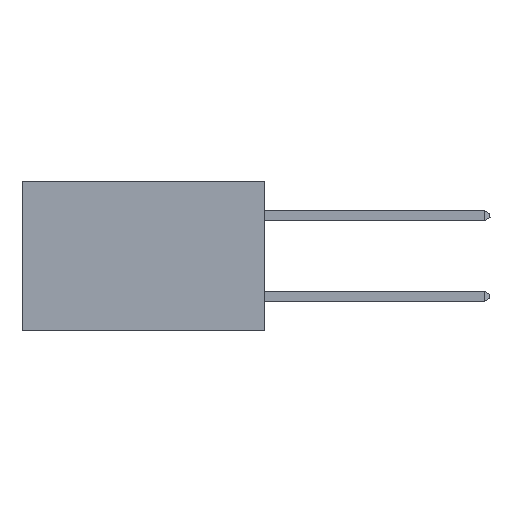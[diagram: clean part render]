
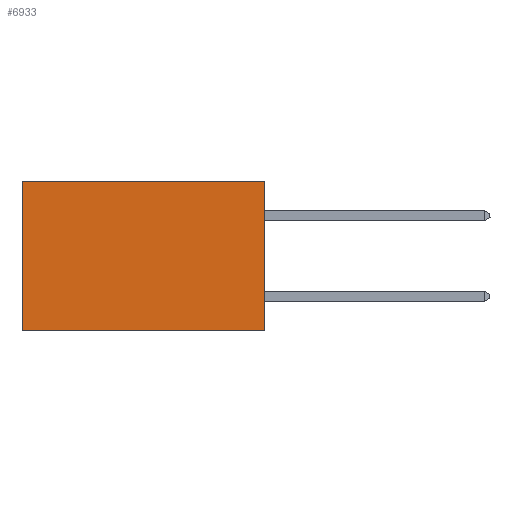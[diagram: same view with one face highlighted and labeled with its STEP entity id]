
A CAD part, left-side view. The second image highlights one B-rep face of the part: STEP entity #6933.
In plain terms, the highlighted planar face has unit normal (-1, 0, 0).
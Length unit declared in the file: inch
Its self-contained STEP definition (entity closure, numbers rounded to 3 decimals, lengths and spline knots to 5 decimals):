
#886 = VECTOR ( 'NONE', #13240, 39.37008 ) ;
#1488 = PLANE ( 'NONE',  #28448 ) ;
#6933 = ADVANCED_FACE ( 'NONE', ( #7780 ), #1488, .F. ) ;
#6954 = LINE ( 'NONE', #10972, #886 ) ;
#7482 = CARTESIAN_POINT ( 'NONE',  ( 0.298, 0., 0. ) ) ;
#7619 = DIRECTION ( 'NONE',  ( 0., 1., 0. ) ) ;
#7780 = FACE_OUTER_BOUND ( 'NONE', #31211, .T. ) ;
#7851 = EDGE_CURVE ( 'NONE', #19749, #29862, #14953, .T. ) ;
#8663 = VECTOR ( 'NONE', #7619, 39.37008 ) ;
#10709 = ORIENTED_EDGE ( 'NONE', *, *, #24601, .F. ) ;
#10972 = CARTESIAN_POINT ( 'NONE',  ( 0.298, 0., 0. ) ) ;
#12793 = VECTOR ( 'NONE', #24274, 39.37008 ) ;
#13240 = DIRECTION ( 'NONE',  ( 0., 0., -1. ) ) ;
#13431 = VECTOR ( 'NONE', #23371, 39.37008 ) ;
#13639 = DIRECTION ( 'NONE',  ( 0., 0., -1. ) ) ;
#13669 = ORIENTED_EDGE ( 'NONE', *, *, #28809, .T. ) ;
#14953 = LINE ( 'NONE', #30790, #13431 ) ;
#16274 = CARTESIAN_POINT ( 'NONE',  ( 0.298, 0.6, 0. ) ) ;
#19559 = CARTESIAN_POINT ( 'NONE',  ( 0.298, 0., -0.37 ) ) ;
#19749 = VERTEX_POINT ( 'NONE', #16274 ) ;
#20800 = DIRECTION ( 'NONE',  ( 1., 0., 0. ) ) ;
#22247 = CARTESIAN_POINT ( 'NONE',  ( 0.298, 0., 0. ) ) ;
#22350 = LINE ( 'NONE', #19559, #12793 ) ;
#22516 = EDGE_CURVE ( 'NONE', #24599, #29862, #22350, .T. ) ;
#23371 = DIRECTION ( 'NONE',  ( 0., 0., -1. ) ) ;
#23858 = ORIENTED_EDGE ( 'NONE', *, *, #7851, .T. ) ;
#24274 = DIRECTION ( 'NONE',  ( 0., 1., 0. ) ) ;
#24599 = VERTEX_POINT ( 'NONE', #30587 ) ;
#24601 = EDGE_CURVE ( 'NONE', #29257, #24599, #6954, .T. ) ;
#28448 = AXIS2_PLACEMENT_3D ( 'NONE', #30370, #20800, #13639 ) ;
#28809 = EDGE_CURVE ( 'NONE', #29257, #19749, #28944, .T. ) ;
#28944 = LINE ( 'NONE', #22247, #8663 ) ;
#29257 = VERTEX_POINT ( 'NONE', #7482 ) ;
#29537 = ORIENTED_EDGE ( 'NONE', *, *, #22516, .F. ) ;
#29862 = VERTEX_POINT ( 'NONE', #30735 ) ;
#30370 = CARTESIAN_POINT ( 'NONE',  ( 0.298, 0., 0. ) ) ;
#30587 = CARTESIAN_POINT ( 'NONE',  ( 0.298, 0., -0.37 ) ) ;
#30735 = CARTESIAN_POINT ( 'NONE',  ( 0.298, 0.6, -0.37 ) ) ;
#30790 = CARTESIAN_POINT ( 'NONE',  ( 0.298, 0.6, 0. ) ) ;
#31211 = EDGE_LOOP ( 'NONE', ( #23858, #29537, #10709, #13669 ) ) ;
